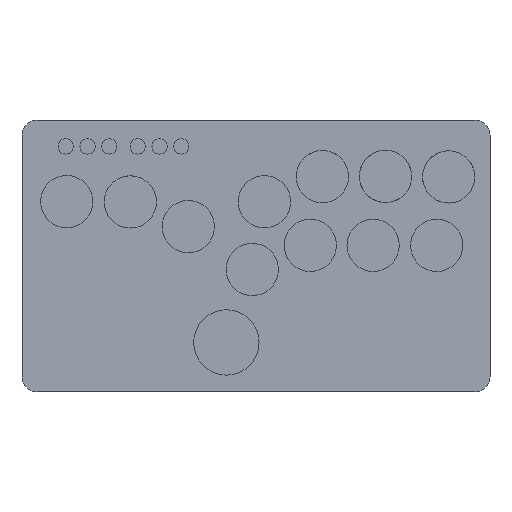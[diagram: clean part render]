
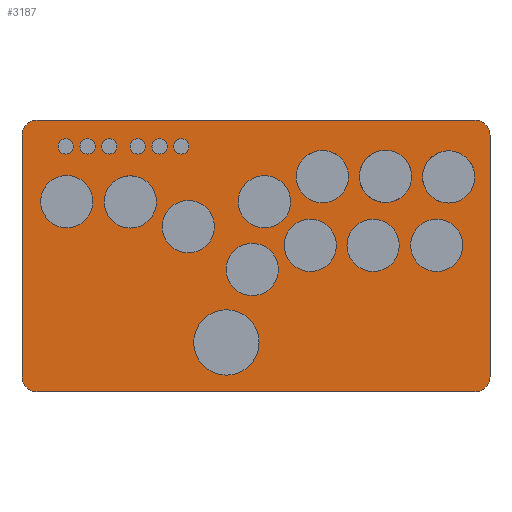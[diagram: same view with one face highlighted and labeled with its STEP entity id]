
A CAD part, top view. The second image highlights one B-rep face of the part: STEP entity #3187.
In plain terms, the highlighted planar face has unit normal (0, 0, 1).
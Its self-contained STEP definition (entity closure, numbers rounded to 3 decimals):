
#51=FACE_BOUND('',#507,.T.);
#52=FACE_BOUND('',#508,.T.);
#53=FACE_BOUND('',#509,.T.);
#54=FACE_BOUND('',#510,.T.);
#55=FACE_BOUND('',#511,.T.);
#56=FACE_BOUND('',#512,.T.);
#57=FACE_BOUND('',#513,.T.);
#58=FACE_BOUND('',#514,.T.);
#59=FACE_BOUND('',#515,.T.);
#60=FACE_BOUND('',#516,.T.);
#61=FACE_BOUND('',#517,.T.);
#62=FACE_BOUND('',#518,.T.);
#63=FACE_BOUND('',#519,.T.);
#64=FACE_BOUND('',#520,.T.);
#65=FACE_BOUND('',#521,.T.);
#66=FACE_BOUND('',#522,.T.);
#67=FACE_BOUND('',#523,.T.);
#68=FACE_BOUND('',#524,.T.);
#153=PLANE('',#3476);
#276=FACE_OUTER_BOUND('',#506,.T.);
#506=EDGE_LOOP('',(#2468,#2469,#2470,#2471,#2472,#2473,#2474,#2475));
#507=EDGE_LOOP('',(#2476));
#508=EDGE_LOOP('',(#2477));
#509=EDGE_LOOP('',(#2478));
#510=EDGE_LOOP('',(#2479));
#511=EDGE_LOOP('',(#2480));
#512=EDGE_LOOP('',(#2481));
#513=EDGE_LOOP('',(#2482));
#514=EDGE_LOOP('',(#2483));
#515=EDGE_LOOP('',(#2484));
#516=EDGE_LOOP('',(#2485));
#517=EDGE_LOOP('',(#2486));
#518=EDGE_LOOP('',(#2487));
#519=EDGE_LOOP('',(#2488));
#520=EDGE_LOOP('',(#2489));
#521=EDGE_LOOP('',(#2490));
#522=EDGE_LOOP('',(#2491));
#523=EDGE_LOOP('',(#2492));
#524=EDGE_LOOP('',(#2493));
#751=LINE('',#4952,#992);
#830=LINE('',#5212,#1071);
#831=LINE('',#5217,#1072);
#832=LINE('',#5220,#1073);
#992=VECTOR('',#3903,10.);
#1071=VECTOR('',#4150,10.);
#1072=VECTOR('',#4155,10.);
#1073=VECTOR('',#4158,10.);
#1195=CIRCLE('',#3336,12.);
#1197=CIRCLE('',#3339,12.);
#1199=CIRCLE('',#3342,12.);
#1201=CIRCLE('',#3345,12.);
#1203=CIRCLE('',#3348,12.);
#1205=CIRCLE('',#3351,12.);
#1207=CIRCLE('',#3354,12.);
#1209=CIRCLE('',#3357,12.);
#1211=CIRCLE('',#3360,15.);
#1213=CIRCLE('',#3363,12.);
#1215=CIRCLE('',#3366,12.);
#1217=CIRCLE('',#3369,12.);
#1280=CIRCLE('',#3477,7.);
#1281=CIRCLE('',#3478,7.);
#1282=CIRCLE('',#3479,7.);
#1283=CIRCLE('',#3480,7.);
#1284=CIRCLE('',#3481,3.5);
#1285=CIRCLE('',#3482,3.5);
#1286=CIRCLE('',#3483,3.5);
#1287=CIRCLE('',#3484,3.5);
#1288=CIRCLE('',#3485,3.5);
#1289=CIRCLE('',#3486,3.5);
#1402=VERTEX_POINT('',#4807);
#1404=VERTEX_POINT('',#4813);
#1406=VERTEX_POINT('',#4819);
#1408=VERTEX_POINT('',#4825);
#1410=VERTEX_POINT('',#4831);
#1412=VERTEX_POINT('',#4837);
#1414=VERTEX_POINT('',#4843);
#1416=VERTEX_POINT('',#4849);
#1418=VERTEX_POINT('',#4855);
#1420=VERTEX_POINT('',#4861);
#1422=VERTEX_POINT('',#4867);
#1424=VERTEX_POINT('',#4873);
#1448=VERTEX_POINT('',#4946);
#1450=VERTEX_POINT('',#4950);
#1545=VERTEX_POINT('',#5208);
#1546=VERTEX_POINT('',#5209);
#1547=VERTEX_POINT('',#5211);
#1548=VERTEX_POINT('',#5214);
#1549=VERTEX_POINT('',#5216);
#1550=VERTEX_POINT('',#5218);
#1551=VERTEX_POINT('',#5221);
#1552=VERTEX_POINT('',#5223);
#1553=VERTEX_POINT('',#5225);
#1554=VERTEX_POINT('',#5227);
#1555=VERTEX_POINT('',#5229);
#1556=VERTEX_POINT('',#5231);
#1693=EDGE_CURVE('',#1402,#1402,#1195,.T.);
#1696=EDGE_CURVE('',#1404,#1404,#1197,.T.);
#1699=EDGE_CURVE('',#1406,#1406,#1199,.T.);
#1702=EDGE_CURVE('',#1408,#1408,#1201,.T.);
#1705=EDGE_CURVE('',#1410,#1410,#1203,.T.);
#1708=EDGE_CURVE('',#1412,#1412,#1205,.T.);
#1711=EDGE_CURVE('',#1414,#1414,#1207,.T.);
#1714=EDGE_CURVE('',#1416,#1416,#1209,.T.);
#1717=EDGE_CURVE('',#1418,#1418,#1211,.T.);
#1720=EDGE_CURVE('',#1420,#1420,#1213,.T.);
#1723=EDGE_CURVE('',#1422,#1422,#1215,.T.);
#1726=EDGE_CURVE('',#1424,#1424,#1217,.T.);
#1765=EDGE_CURVE('',#1448,#1450,#751,.T.);
#1895=EDGE_CURVE('',#1545,#1546,#1280,.T.);
#1896=EDGE_CURVE('',#1546,#1547,#830,.T.);
#1897=EDGE_CURVE('',#1547,#1448,#1281,.T.);
#1898=EDGE_CURVE('',#1450,#1548,#1282,.T.);
#1899=EDGE_CURVE('',#1548,#1549,#831,.T.);
#1900=EDGE_CURVE('',#1549,#1550,#1283,.T.);
#1901=EDGE_CURVE('',#1550,#1545,#832,.T.);
#1902=EDGE_CURVE('',#1551,#1551,#1284,.T.);
#1903=EDGE_CURVE('',#1552,#1552,#1285,.T.);
#1904=EDGE_CURVE('',#1553,#1553,#1286,.T.);
#1905=EDGE_CURVE('',#1554,#1554,#1287,.T.);
#1906=EDGE_CURVE('',#1555,#1555,#1288,.T.);
#1907=EDGE_CURVE('',#1556,#1556,#1289,.T.);
#2468=ORIENTED_EDGE('',*,*,#1895,.T.);
#2469=ORIENTED_EDGE('',*,*,#1896,.T.);
#2470=ORIENTED_EDGE('',*,*,#1897,.T.);
#2471=ORIENTED_EDGE('',*,*,#1765,.T.);
#2472=ORIENTED_EDGE('',*,*,#1898,.T.);
#2473=ORIENTED_EDGE('',*,*,#1899,.T.);
#2474=ORIENTED_EDGE('',*,*,#1900,.T.);
#2475=ORIENTED_EDGE('',*,*,#1901,.T.);
#2476=ORIENTED_EDGE('',*,*,#1693,.T.);
#2477=ORIENTED_EDGE('',*,*,#1696,.T.);
#2478=ORIENTED_EDGE('',*,*,#1699,.T.);
#2479=ORIENTED_EDGE('',*,*,#1702,.T.);
#2480=ORIENTED_EDGE('',*,*,#1705,.T.);
#2481=ORIENTED_EDGE('',*,*,#1708,.T.);
#2482=ORIENTED_EDGE('',*,*,#1711,.T.);
#2483=ORIENTED_EDGE('',*,*,#1714,.T.);
#2484=ORIENTED_EDGE('',*,*,#1717,.T.);
#2485=ORIENTED_EDGE('',*,*,#1720,.T.);
#2486=ORIENTED_EDGE('',*,*,#1723,.T.);
#2487=ORIENTED_EDGE('',*,*,#1726,.T.);
#2488=ORIENTED_EDGE('',*,*,#1902,.T.);
#2489=ORIENTED_EDGE('',*,*,#1903,.T.);
#2490=ORIENTED_EDGE('',*,*,#1904,.T.);
#2491=ORIENTED_EDGE('',*,*,#1905,.T.);
#2492=ORIENTED_EDGE('',*,*,#1906,.T.);
#2493=ORIENTED_EDGE('',*,*,#1907,.T.);
#3187=ADVANCED_FACE('',(#276,#51,#52,#53,#54,#55,#56,#57,#58,#59,#60,#61,
#62,#63,#64,#65,#66,#67,#68),#153,.T.);
#3336=AXIS2_PLACEMENT_3D('',#4808,#3749,#3750);
#3339=AXIS2_PLACEMENT_3D('',#4814,#3756,#3757);
#3342=AXIS2_PLACEMENT_3D('',#4820,#3763,#3764);
#3345=AXIS2_PLACEMENT_3D('',#4826,#3770,#3771);
#3348=AXIS2_PLACEMENT_3D('',#4832,#3777,#3778);
#3351=AXIS2_PLACEMENT_3D('',#4838,#3784,#3785);
#3354=AXIS2_PLACEMENT_3D('',#4844,#3791,#3792);
#3357=AXIS2_PLACEMENT_3D('',#4850,#3798,#3799);
#3360=AXIS2_PLACEMENT_3D('',#4856,#3805,#3806);
#3363=AXIS2_PLACEMENT_3D('',#4862,#3812,#3813);
#3366=AXIS2_PLACEMENT_3D('',#4868,#3819,#3820);
#3369=AXIS2_PLACEMENT_3D('',#4874,#3826,#3827);
#3476=AXIS2_PLACEMENT_3D('',#5207,#4146,#4147);
#3477=AXIS2_PLACEMENT_3D('',#5210,#4148,#4149);
#3478=AXIS2_PLACEMENT_3D('',#5213,#4151,#4152);
#3479=AXIS2_PLACEMENT_3D('',#5215,#4153,#4154);
#3480=AXIS2_PLACEMENT_3D('',#5219,#4156,#4157);
#3481=AXIS2_PLACEMENT_3D('',#5222,#4159,#4160);
#3482=AXIS2_PLACEMENT_3D('',#5224,#4161,#4162);
#3483=AXIS2_PLACEMENT_3D('',#5226,#4163,#4164);
#3484=AXIS2_PLACEMENT_3D('',#5228,#4165,#4166);
#3485=AXIS2_PLACEMENT_3D('',#5230,#4167,#4168);
#3486=AXIS2_PLACEMENT_3D('',#5232,#4169,#4170);
#3749=DIRECTION('center_axis',(0.,0.,-1.));
#3750=DIRECTION('ref_axis',(1.,0.,0.));
#3756=DIRECTION('center_axis',(0.,0.,-1.));
#3757=DIRECTION('ref_axis',(1.,0.,0.));
#3763=DIRECTION('center_axis',(0.,0.,-1.));
#3764=DIRECTION('ref_axis',(1.,0.,0.));
#3770=DIRECTION('center_axis',(0.,0.,-1.));
#3771=DIRECTION('ref_axis',(1.,0.,0.));
#3777=DIRECTION('center_axis',(0.,0.,-1.));
#3778=DIRECTION('ref_axis',(1.,0.,0.));
#3784=DIRECTION('center_axis',(0.,0.,-1.));
#3785=DIRECTION('ref_axis',(1.,0.,0.));
#3791=DIRECTION('center_axis',(0.,0.,-1.));
#3792=DIRECTION('ref_axis',(1.,0.,0.));
#3798=DIRECTION('center_axis',(0.,0.,-1.));
#3799=DIRECTION('ref_axis',(1.,0.,0.));
#3805=DIRECTION('center_axis',(0.,0.,-1.));
#3806=DIRECTION('ref_axis',(1.,0.,0.));
#3812=DIRECTION('center_axis',(0.,0.,-1.));
#3813=DIRECTION('ref_axis',(1.,0.,0.));
#3819=DIRECTION('center_axis',(0.,0.,-1.));
#3820=DIRECTION('ref_axis',(1.,0.,0.));
#3826=DIRECTION('center_axis',(0.,0.,-1.));
#3827=DIRECTION('ref_axis',(1.,0.,0.));
#3903=DIRECTION('',(-1.,0.,0.));
#4146=DIRECTION('center_axis',(0.,0.,1.));
#4147=DIRECTION('ref_axis',(-1.,0.,0.));
#4148=DIRECTION('center_axis',(0.,0.,1.));
#4149=DIRECTION('ref_axis',(0.707,-0.707,0.));
#4150=DIRECTION('',(0.,1.,0.));
#4151=DIRECTION('center_axis',(0.,0.,1.));
#4152=DIRECTION('ref_axis',(0.707,0.707,0.));
#4153=DIRECTION('center_axis',(0.,0.,1.));
#4154=DIRECTION('ref_axis',(-0.707,0.707,0.));
#4155=DIRECTION('',(0.,-1.,0.));
#4156=DIRECTION('center_axis',(0.,0.,1.));
#4157=DIRECTION('ref_axis',(-0.707,-0.707,0.));
#4158=DIRECTION('',(1.,0.,0.));
#4159=DIRECTION('center_axis',(0.,0.,-1.));
#4160=DIRECTION('ref_axis',(1.,0.,0.));
#4161=DIRECTION('center_axis',(0.,0.,-1.));
#4162=DIRECTION('ref_axis',(1.,0.,0.));
#4163=DIRECTION('center_axis',(0.,0.,-1.));
#4164=DIRECTION('ref_axis',(1.,0.,0.));
#4165=DIRECTION('center_axis',(0.,0.,-1.));
#4166=DIRECTION('ref_axis',(1.,0.,0.));
#4167=DIRECTION('center_axis',(0.,0.,-1.));
#4168=DIRECTION('ref_axis',(1.,0.,0.));
#4169=DIRECTION('center_axis',(0.,0.,-1.));
#4170=DIRECTION('ref_axis',(1.,0.,0.));
#4807=CARTESIAN_POINT('',(47.39,34.29,8.6));
#4808=CARTESIAN_POINT('Origin',(59.39,34.29,8.6));
#4813=CARTESIAN_POINT('',(-8.14,22.64,8.6));
#4814=CARTESIAN_POINT('Origin',(3.86,22.64,8.6));
#4819=CARTESIAN_POINT('',(-13.75,-8.4,8.6));
#4820=CARTESIAN_POINT('Origin',(-1.75,-8.4,8.6));
#4825=CARTESIAN_POINT('',(-43.08,11.23,8.6));
#4826=CARTESIAN_POINT('Origin',(-31.08,11.23,8.6));
#4831=CARTESIAN_POINT('',(18.42,34.17,8.6));
#4832=CARTESIAN_POINT('Origin',(30.42,34.17,8.6));
#4837=CARTESIAN_POINT('',(41.71,2.71,8.6));
#4838=CARTESIAN_POINT('Origin',(53.71,2.71,8.6));
#4843=CARTESIAN_POINT('',(76.36,34.05,8.6));
#4844=CARTESIAN_POINT('Origin',(88.36,34.05,8.6));
#4849=CARTESIAN_POINT('',(-69.68,22.58,8.6));
#4850=CARTESIAN_POINT('Origin',(-57.68,22.58,8.6));
#4855=CARTESIAN_POINT('',(-28.58,-41.87,8.6));
#4856=CARTESIAN_POINT('Origin',(-13.58,-41.87,8.6));
#4861=CARTESIAN_POINT('',(-98.775,22.7,8.6));
#4862=CARTESIAN_POINT('Origin',(-86.775,22.7,8.6));
#4867=CARTESIAN_POINT('',(12.86,2.71,8.6));
#4868=CARTESIAN_POINT('Origin',(24.86,2.71,8.6));
#4873=CARTESIAN_POINT('',(70.92,2.71,8.6));
#4874=CARTESIAN_POINT('Origin',(82.92,2.71,8.6));
#4946=CARTESIAN_POINT('',(100.318,60.15,8.6));
#4950=CARTESIAN_POINT('',(-100.318,60.15,8.6));
#4952=CARTESIAN_POINT('',(-21.07,60.15,8.6));
#5207=CARTESIAN_POINT('Origin',(0.,-3.05,8.6));
#5208=CARTESIAN_POINT('',(100.318,-64.568,8.6));
#5209=CARTESIAN_POINT('',(107.318,-57.568,8.6));
#5210=CARTESIAN_POINT('Origin',(100.318,-57.568,8.6));
#5211=CARTESIAN_POINT('',(107.318,53.15,8.6));
#5212=CARTESIAN_POINT('',(107.318,-31.15,8.6));
#5213=CARTESIAN_POINT('Origin',(100.318,53.15,8.6));
#5214=CARTESIAN_POINT('',(-107.318,53.15,8.6));
#5215=CARTESIAN_POINT('Origin',(-100.318,53.15,8.6));
#5216=CARTESIAN_POINT('',(-107.318,-57.568,8.6));
#5217=CARTESIAN_POINT('',(-107.318,25.05,8.6));
#5218=CARTESIAN_POINT('',(-100.318,-64.568,8.6));
#5219=CARTESIAN_POINT('Origin',(-100.318,-57.568,8.6));
#5220=CARTESIAN_POINT('',(-51.,-64.568,8.6));
#5221=CARTESIAN_POINT('',(-70.75,48.05,8.6));
#5222=CARTESIAN_POINT('Origin',(-67.25,48.05,8.6));
#5223=CARTESIAN_POINT('',(-37.75,48.05,8.6));
#5224=CARTESIAN_POINT('Origin',(-34.25,48.05,8.6));
#5225=CARTESIAN_POINT('',(-80.75,48.05,8.6));
#5226=CARTESIAN_POINT('Origin',(-77.25,48.05,8.6));
#5227=CARTESIAN_POINT('',(-57.75,48.05,8.6));
#5228=CARTESIAN_POINT('Origin',(-54.25,48.05,8.6));
#5229=CARTESIAN_POINT('',(-47.75,48.05,8.6));
#5230=CARTESIAN_POINT('Origin',(-44.25,48.05,8.6));
#5231=CARTESIAN_POINT('',(-90.75,48.05,8.6));
#5232=CARTESIAN_POINT('Origin',(-87.25,48.05,8.6));
